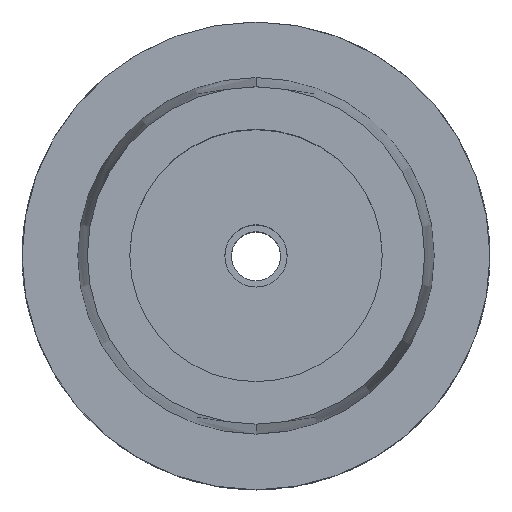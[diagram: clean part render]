
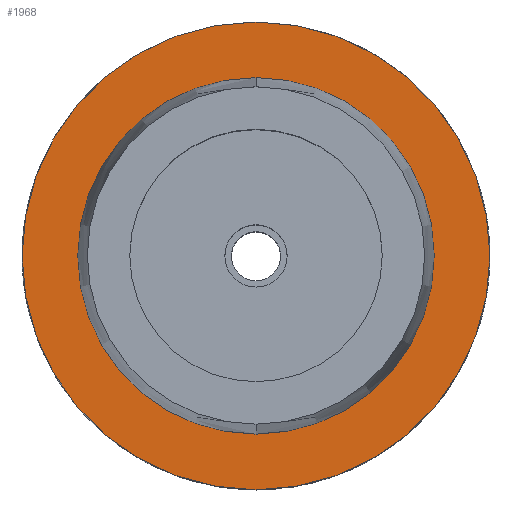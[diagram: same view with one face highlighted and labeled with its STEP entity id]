
A CAD part, top view. The second image highlights one B-rep face of the part: STEP entity #1968.
In plain terms, the highlighted planar face has unit normal (0, 0, 1).
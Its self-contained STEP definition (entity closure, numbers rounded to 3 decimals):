
#455=CARTESIAN_POINT('',(0.,0.,0.));
#456=DIRECTION('',(0.,0.,-1.));
#457=DIRECTION('',(0.,1.,0.));
#458=AXIS2_PLACEMENT_3D('',#455,#456,#457);
#477=CARTESIAN_POINT('',(0.,0.,0.));
#478=DIRECTION('',(0.,0.,1.));
#479=DIRECTION('',(0.,1.,0.));
#480=AXIS2_PLACEMENT_3D('',#477,#478,#479);
#485=CARTESIAN_POINT('',(0.,0.,0.));
#486=DIRECTION('',(0.,0.,-1.));
#487=DIRECTION('',(0.,1.,0.));
#488=AXIS2_PLACEMENT_3D('',#485,#486,#487);
#493=CARTESIAN_POINT('',(0.,0.,0.));
#494=DIRECTION('',(0.,0.,1.));
#495=DIRECTION('',(0.,1.,0.));
#496=AXIS2_PLACEMENT_3D('',#493,#494,#495);
#1322=CARTESIAN_POINT('',(0.,31.5,0.));
#1324=VERTEX_POINT('',#1322);
#1325=CARTESIAN_POINT('',(0.,24.005,0.));
#1327=VERTEX_POINT('',#1325);
#1330=CARTESIAN_POINT('',(0.,-31.5,0.));
#1332=VERTEX_POINT('',#1330);
#1333=CARTESIAN_POINT('',(0.,-24.005,0.));
#1335=VERTEX_POINT('',#1333);
#1953=CARTESIAN_POINT('',(0.,0.,0.));
#1954=DIRECTION('',(0.,0.,-1.));
#1955=DIRECTION('',(0.,-1.,0.));
#1956=AXIS2_PLACEMENT_3D('',#1953,#1954,#1955);
#1957=PLANE('',#1956);
#1959=ORIENTED_EDGE('',*,*,#1958,.T.);
#1961=ORIENTED_EDGE('',*,*,#1960,.F.);
#1962=EDGE_LOOP('',(#1959,#1961));
#1963=FACE_OUTER_BOUND('',#1962,.F.);
#1964=ORIENTED_EDGE('',*,*,#1948,.T.);
#1965=ORIENTED_EDGE('',*,*,#1932,.F.);
#1966=EDGE_LOOP('',(#1964,#1965));
#1967=FACE_BOUND('',#1966,.F.);
#459=CIRCLE('',#458,24.005);
#481=CIRCLE('',#480,24.005);
#489=CIRCLE('',#488,31.5);
#497=CIRCLE('',#496,31.5);
#1932=EDGE_CURVE('',#1327,#1335,#459,.T.);
#1948=EDGE_CURVE('',#1327,#1335,#481,.T.);
#1958=EDGE_CURVE('',#1324,#1332,#489,.T.);
#1960=EDGE_CURVE('',#1324,#1332,#497,.T.);
#1968=ADVANCED_FACE('',(#1963,#1967),#1957,.F.);
